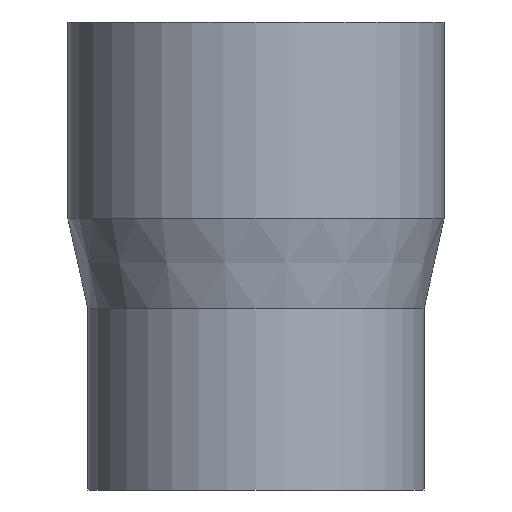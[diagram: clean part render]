
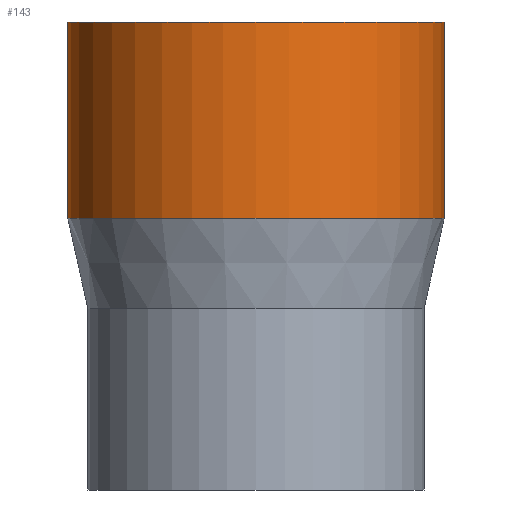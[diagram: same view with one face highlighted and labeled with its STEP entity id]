
A CAD part, front view. The second image highlights one B-rep face of the part: STEP entity #143.
In plain terms, the highlighted cylindrical face has radius 140 mm (diameter 280 mm), a partial arc.
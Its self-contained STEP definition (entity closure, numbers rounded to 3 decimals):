
#8 = VERTEX_POINT ( 'NONE', #403 ) ;
#18 = CARTESIAN_POINT ( 'NONE',  ( -140., 0., -16.533 ) ) ;
#28 = DIRECTION ( 'NONE',  ( -1., 0., 0. ) ) ;
#45 = CIRCLE ( 'NONE', #388, 140. ) ;
#63 = DIRECTION ( 'NONE',  ( 0., 0., -1. ) ) ;
#79 = AXIS2_PLACEMENT_3D ( 'NONE', #395, #242, #291 ) ;
#114 = VECTOR ( 'NONE', #637, 1000. ) ;
#141 = EDGE_CURVE ( 'NONE', #156, #284, #541, .T. ) ;
#143 = ADVANCED_FACE ( 'NONE', ( #402 ), #353, .T. ) ;
#144 = CARTESIAN_POINT ( 'NONE',  ( -140., 0., 27.691 ) ) ;
#156 = VERTEX_POINT ( 'NONE', #597 ) ;
#176 = EDGE_LOOP ( 'NONE', ( #363, #275, #376, #649 ) ) ;
#193 = DIRECTION ( 'NONE',  ( 0., 0., -1. ) ) ;
#203 = CARTESIAN_POINT ( 'NONE',  ( 140., 0., -16.533 ) ) ;
#234 = LINE ( 'NONE', #18, #443 ) ;
#242 = DIRECTION ( 'NONE',  ( 0., 0., -1. ) ) ;
#275 = ORIENTED_EDGE ( 'NONE', *, *, #650, .T. ) ;
#284 = VERTEX_POINT ( 'NONE', #313 ) ;
#291 = DIRECTION ( 'NONE',  ( -1., 0., 0. ) ) ;
#298 = CIRCLE ( 'NONE', #79, 140. ) ;
#313 = CARTESIAN_POINT ( 'NONE',  ( 140., 0., 27.691 ) ) ;
#352 = EDGE_CURVE ( 'NONE', #284, #579, #45, .T. ) ;
#353 = CYLINDRICAL_SURFACE ( 'NONE', #452, 140. ) ;
#363 = ORIENTED_EDGE ( 'NONE', *, *, #141, .F. ) ;
#376 = ORIENTED_EDGE ( 'NONE', *, *, #560, .T. ) ;
#388 = AXIS2_PLACEMENT_3D ( 'NONE', #564, #63, #502 ) ;
#395 = CARTESIAN_POINT ( 'NONE',  ( 0., 0., 173.47 ) ) ;
#402 = FACE_OUTER_BOUND ( 'NONE', #176, .T. ) ;
#403 = CARTESIAN_POINT ( 'NONE',  ( -140., 0., 173.47 ) ) ;
#438 = DIRECTION ( 'NONE',  ( 0., 0., -1. ) ) ;
#443 = VECTOR ( 'NONE', #438, 1000. ) ;
#452 = AXIS2_PLACEMENT_3D ( 'NONE', #489, #193, #28 ) ;
#489 = CARTESIAN_POINT ( 'NONE',  ( 0., 0., -16.533 ) ) ;
#502 = DIRECTION ( 'NONE',  ( -1., 0., 0. ) ) ;
#541 = LINE ( 'NONE', #203, #114 ) ;
#560 = EDGE_CURVE ( 'NONE', #8, #579, #234, .T. ) ;
#564 = CARTESIAN_POINT ( 'NONE',  ( 0., 0., 27.691 ) ) ;
#579 = VERTEX_POINT ( 'NONE', #144 ) ;
#597 = CARTESIAN_POINT ( 'NONE',  ( 140., 0., 173.47 ) ) ;
#637 = DIRECTION ( 'NONE',  ( 0., 0., -1. ) ) ;
#649 = ORIENTED_EDGE ( 'NONE', *, *, #352, .F. ) ;
#650 = EDGE_CURVE ( 'NONE', #156, #8, #298, .T. ) ;
